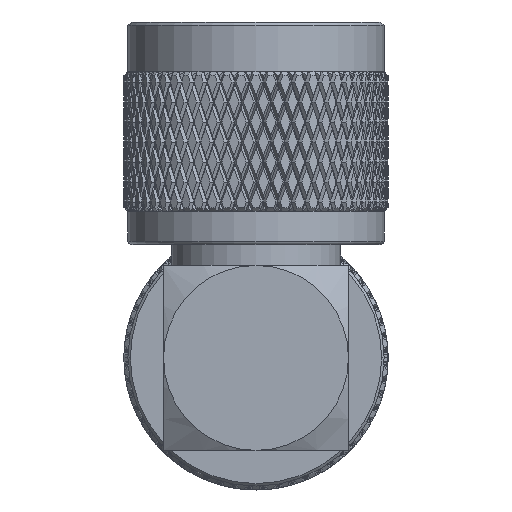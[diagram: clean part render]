
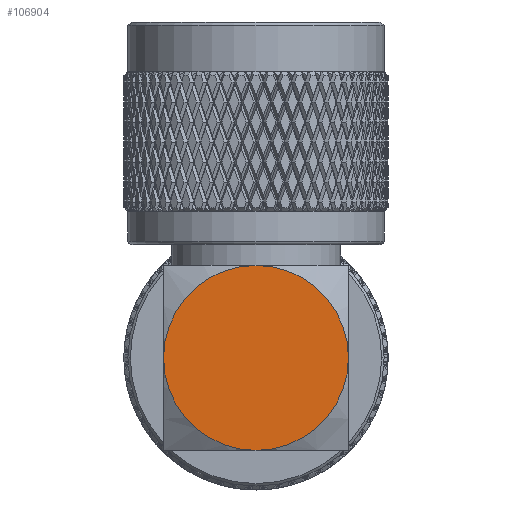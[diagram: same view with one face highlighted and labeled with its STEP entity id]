
A CAD part, left-side view. The second image highlights one B-rep face of the part: STEP entity #106904.
In plain terms, the highlighted face is planar.
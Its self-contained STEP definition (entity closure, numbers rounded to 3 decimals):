
#8751 = ORIENTED_EDGE ( 'NONE', *, *, #23096, .T. ) ;
#13012 = VERTEX_POINT ( 'NONE', #14394 ) ;
#14394 = CARTESIAN_POINT ( 'NONE',  ( 2.73, -15.997, -7.112 ) ) ;
#20328 = DIRECTION ( 'NONE',  ( 1., 0., 0. ) ) ;
#23096 = EDGE_CURVE ( 'NONE', #13012, #138890, #201765, .T. ) ;
#30190 = VERTEX_POINT ( 'NONE', #163788 ) ;
#33382 = AXIS2_PLACEMENT_3D ( 'NONE', #164700, #206899, #20328 ) ;
#34112 = PLANE ( 'NONE',  #102913 ) ;
#53876 = ORIENTED_EDGE ( 'NONE', *, *, #252276, .F. ) ;
#61361 = CARTESIAN_POINT ( 'NONE',  ( 9.842, -15.997, -7.112 ) ) ;
#72905 = ORIENTED_EDGE ( 'NONE', *, *, #235283, .F. ) ;
#98053 = DIRECTION ( 'NONE',  ( 0., 0., 1. ) ) ;
#102913 = AXIS2_PLACEMENT_3D ( 'NONE', #117134, #118478, #217953 ) ;
#106276 = EDGE_CURVE ( 'NONE', #30190, #107575, #150841, .T. ) ;
#106904 = ADVANCED_FACE ( 'NONE', ( #113122 ), #34112, .F. ) ;
#107575 = VERTEX_POINT ( 'NONE', #146022 ) ;
#113122 = FACE_OUTER_BOUND ( 'NONE', #189138, .T. ) ;
#117134 = CARTESIAN_POINT ( 'NONE',  ( 0., 0., -7.112 ) ) ;
#118478 = DIRECTION ( 'NONE',  ( 0., 0., 1. ) ) ;
#138890 = VERTEX_POINT ( 'NONE', #163595 ) ;
#144447 = DIRECTION ( 'NONE',  ( 0., 0., 1. ) ) ;
#146022 = CARTESIAN_POINT ( 'NONE',  ( 16.954, -15.997, -7.112 ) ) ;
#150841 = CIRCLE ( 'NONE', #33382, 7.112 ) ;
#163595 = CARTESIAN_POINT ( 'NONE',  ( 9.842, -8.885, -7.112 ) ) ;
#163788 = CARTESIAN_POINT ( 'NONE',  ( 9.842, -23.109, -7.112 ) ) ;
#164700 = CARTESIAN_POINT ( 'NONE',  ( 9.842, -15.997, -7.112 ) ) ;
#167603 = DIRECTION ( 'NONE',  ( 1., 0., 0. ) ) ;
#169776 = DIRECTION ( 'NONE',  ( 0., 0., -1. ) ) ;
#173147 = AXIS2_PLACEMENT_3D ( 'NONE', #61361, #144447, #167603 ) ;
#179838 = CARTESIAN_POINT ( 'NONE',  ( 9.842, -15.997, -7.112 ) ) ;
#189138 = EDGE_LOOP ( 'NONE', ( #72905, #218593, #53876, #8751 ) ) ;
#190646 = CIRCLE ( 'NONE', #173147, 7.112 ) ;
#193969 = AXIS2_PLACEMENT_3D ( 'NONE', #179838, #98053, #221985 ) ;
#198243 = CIRCLE ( 'NONE', #193969, 7.112 ) ;
#201765 = CIRCLE ( 'NONE', #219208, 7.112 ) ;
#206899 = DIRECTION ( 'NONE',  ( 0., 0., 1. ) ) ;
#215967 = CARTESIAN_POINT ( 'NONE',  ( 9.842, -15.997, -7.112 ) ) ;
#217953 = DIRECTION ( 'NONE',  ( 1., 0., 0. ) ) ;
#218593 = ORIENTED_EDGE ( 'NONE', *, *, #106276, .F. ) ;
#219208 = AXIS2_PLACEMENT_3D ( 'NONE', #215967, #169776, #235095 ) ;
#221985 = DIRECTION ( 'NONE',  ( 1., 0., 0. ) ) ;
#235095 = DIRECTION ( 'NONE',  ( -1., 0., 0. ) ) ;
#235283 = EDGE_CURVE ( 'NONE', #107575, #138890, #198243, .T. ) ;
#252276 = EDGE_CURVE ( 'NONE', #13012, #30190, #190646, .T. ) ;
